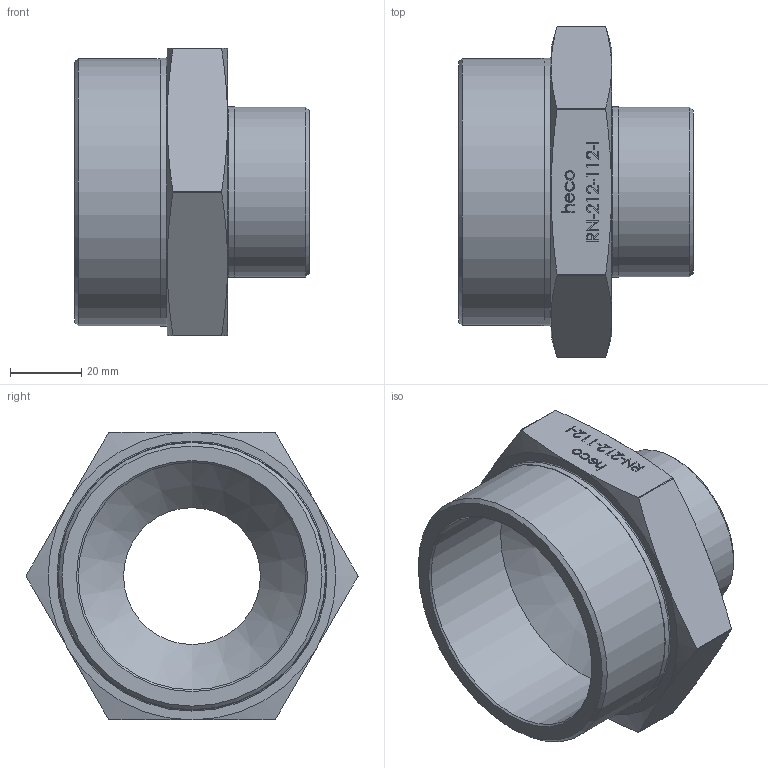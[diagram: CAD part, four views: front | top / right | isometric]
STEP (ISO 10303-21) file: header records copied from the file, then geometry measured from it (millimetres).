
FILE_DESCRIPTION (( 'STEP AP214' ), '1' );
FILE_NAME ('heco_RN-212-112-I.STEP', '2016-07-05T07:37:34', ( '' ), ( '' ), 'SwSTEP 2.0', 'SolidWorks 2011', '' );
FILE_SCHEMA (( 'AUTOMOTIVE_DESIGN' ));
Length unit declared in the file: millimetre
Products named in the file (1): heco_RN-212-112-I
Bounding box: 66 x 93.44 x 81.05 mm (x, y, z)
Volume: 106048.6 mm3; surface area: 32296.3 mm2
Topology: 1 solids, 1 shells, 206 faces, 525 edges, 344 vertices
Faces by surface type: plane 117, bspline 58, cone 17, cylinder 12, torus 2
Full cylindrical faces by diameter (mm): 38.5 x1, 47.803 x1, 48.003 x1, 64 x1, 75.184 x1, 75.384 x1
Entity records: 10928 total; most frequent: CARTESIAN_POINT 4657, ORIENTED_EDGE 1020, DIRECTION 686, EDGE_CURVE 510, VERTEX_POINT 342, VECTOR 328, LINE 328, EDGE_LOOP 244
